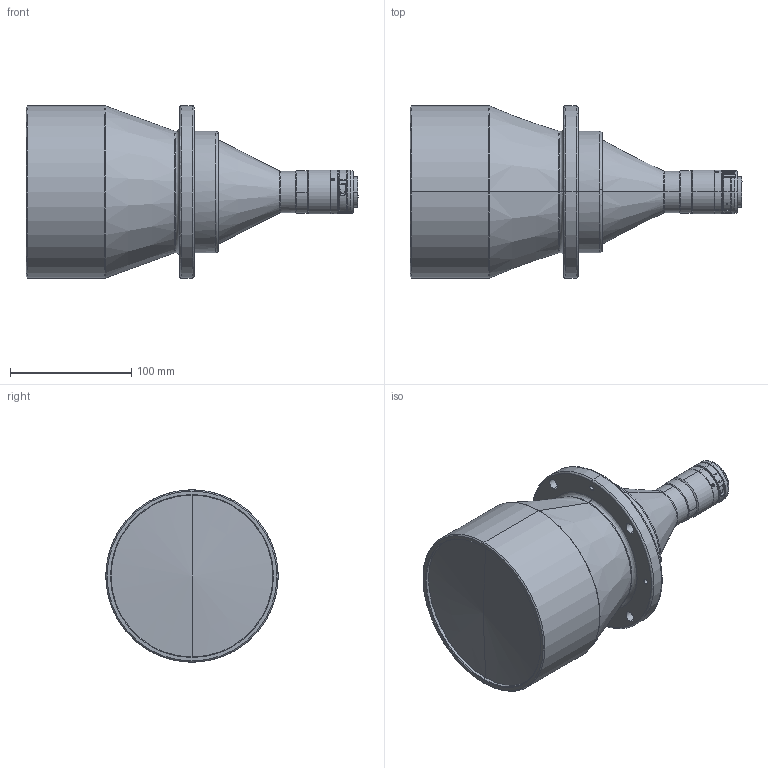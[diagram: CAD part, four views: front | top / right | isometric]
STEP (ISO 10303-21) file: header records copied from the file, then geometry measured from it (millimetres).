
FILE_DESCRIPTION (( 'STEP AP203' ), '1' );
FILE_NAME ('DTCM230-110-AL.STEP', '2019-09-26T09:35:41', ( '' ), ( '' ), 'SwSTEP 2.0', 'SolidWorks 2017', '' );
FILE_SCHEMA (( 'CONFIG_CONTROL_DESIGN' ));
Length unit declared in the file: millimetre
Products named in the file (1): DTCM230-110-AL
Bounding box: 273.52 x 142 x 142 mm (x, y, z)
Volume: 2258448.3 mm3; surface area: 119684.7 mm2
Topology: 1 solids, 1 shells, 183 faces, 457 edges, 283 vertices
Faces by surface type: cylinder 84, cone 63, plane 22, bspline 14
Entity records: 6755 total; most frequent: CARTESIAN_POINT 2431, ORIENTED_EDGE 902, DIRECTION 880, EDGE_CURVE 451, AXIS2_PLACEMENT_3D 364, VERTEX_POINT 283, EDGE_LOOP 214, CIRCLE 194
